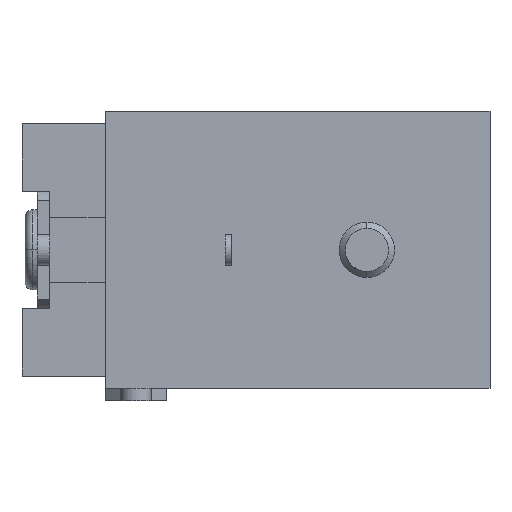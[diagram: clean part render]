
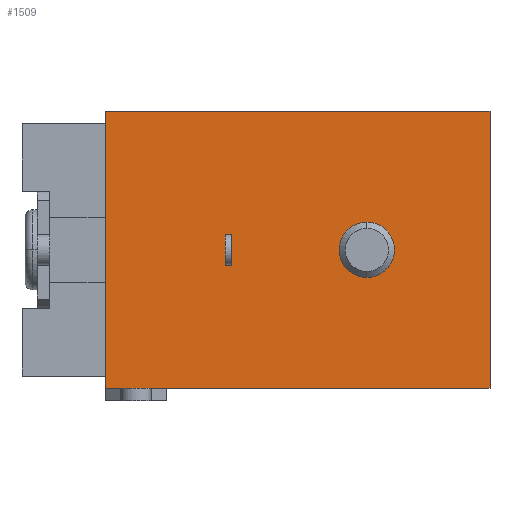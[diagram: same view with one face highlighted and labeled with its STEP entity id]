
A CAD part, front view. The second image highlights one B-rep face of the part: STEP entity #1509.
In plain terms, the highlighted planar face has unit normal (0, -1, 0).
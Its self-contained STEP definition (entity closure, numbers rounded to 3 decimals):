
#9 = EDGE_CURVE ( 'NONE', #418, #831, #1989, .T. ) ;
#11 = VECTOR ( 'NONE', #519, 1000. ) ;
#38 = ORIENTED_EDGE ( 'NONE', *, *, #901, .F. ) ;
#45 = CARTESIAN_POINT ( 'NONE',  ( 3.6, 0., -0.9 ) ) ;
#76 = CARTESIAN_POINT ( 'NONE',  ( -4.9, 0., 4.5 ) ) ;
#236 = FACE_BOUND ( 'NONE', #1252, .T. ) ;
#284 = ORIENTED_EDGE ( 'NONE', *, *, #1833, .T. ) ;
#418 = VERTEX_POINT ( 'NONE', #2502 ) ;
#519 = DIRECTION ( 'NONE',  ( 0., 0., -1. ) ) ;
#588 = VERTEX_POINT ( 'NONE', #2375 ) ;
#638 = VECTOR ( 'NONE', #694, 1000. ) ;
#670 = VERTEX_POINT ( 'NONE', #1916 ) ;
#694 = DIRECTION ( 'NONE',  ( 0., 0., -1. ) ) ;
#789 = ORIENTED_EDGE ( 'NONE', *, *, #9, .T. ) ;
#831 = VERTEX_POINT ( 'NONE', #76 ) ;
#854 = EDGE_LOOP ( 'NONE', ( #789, #284, #2289, #3412 ) ) ;
#901 = EDGE_CURVE ( 'NONE', #2846, #2624, #2577, .T. ) ;
#958 = ORIENTED_EDGE ( 'NONE', *, *, #2207, .F. ) ;
#987 = CARTESIAN_POINT ( 'NONE',  ( -4.9, 0., 4.5 ) ) ;
#1034 = DIRECTION ( 'NONE',  ( 0., 0., 1. ) ) ;
#1050 = AXIS2_PLACEMENT_3D ( 'NONE', #1473, #2605, #1494 ) ;
#1066 = FACE_OUTER_BOUND ( 'NONE', #854, .T. ) ;
#1252 = EDGE_LOOP ( 'NONE', ( #38, #958 ) ) ;
#1321 = CARTESIAN_POINT ( 'NONE',  ( 7.6, 0., 4.5 ) ) ;
#1387 = VECTOR ( 'NONE', #2708, 1000. ) ;
#1433 = AXIS2_PLACEMENT_3D ( 'NONE', #3465, #2934, #1034 ) ;
#1473 = CARTESIAN_POINT ( 'NONE',  ( 3.6, 0., 0. ) ) ;
#1494 = DIRECTION ( 'NONE',  ( 0., 0., 1. ) ) ;
#1509 = ADVANCED_FACE ( 'NONE', ( #236, #1066 ), #2444, .F. ) ;
#1566 = LINE ( 'NONE', #1803, #1387 ) ;
#1803 = CARTESIAN_POINT ( 'NONE',  ( 7.6, 0., -4.5 ) ) ;
#1817 = CARTESIAN_POINT ( 'NONE',  ( 3.6, 0., 0.9 ) ) ;
#1833 = EDGE_CURVE ( 'NONE', #831, #670, #3247, .T. ) ;
#1859 = DIRECTION ( 'NONE',  ( 0., 1., 0. ) ) ;
#1916 = CARTESIAN_POINT ( 'NONE',  ( -4.9, 0., -4.5 ) ) ;
#1921 = LINE ( 'NONE', #3073, #11 ) ;
#1974 = EDGE_CURVE ( 'NONE', #418, #588, #1921, .T. ) ;
#1989 = LINE ( 'NONE', #1321, #2437 ) ;
#2207 = EDGE_CURVE ( 'NONE', #2624, #2846, #3057, .T. ) ;
#2289 = ORIENTED_EDGE ( 'NONE', *, *, #3534, .F. ) ;
#2375 = CARTESIAN_POINT ( 'NONE',  ( 7.6, 0., -4.5 ) ) ;
#2437 = VECTOR ( 'NONE', #3327, 1000. ) ;
#2444 = PLANE ( 'NONE',  #3504 ) ;
#2495 = DIRECTION ( 'NONE',  ( 0., 0., 1. ) ) ;
#2502 = CARTESIAN_POINT ( 'NONE',  ( 7.6, 0., 4.5 ) ) ;
#2577 = CIRCLE ( 'NONE', #1050, 0.9 ) ;
#2605 = DIRECTION ( 'NONE',  ( 0., -1., 0. ) ) ;
#2624 = VERTEX_POINT ( 'NONE', #45 ) ;
#2708 = DIRECTION ( 'NONE',  ( -1., 0., 0. ) ) ;
#2846 = VERTEX_POINT ( 'NONE', #1817 ) ;
#2934 = DIRECTION ( 'NONE',  ( 0., -1., 0. ) ) ;
#3027 = CARTESIAN_POINT ( 'NONE',  ( 7.6, 0., 4.5 ) ) ;
#3057 = CIRCLE ( 'NONE', #1433, 0.9 ) ;
#3073 = CARTESIAN_POINT ( 'NONE',  ( 7.6, 0., 4.5 ) ) ;
#3247 = LINE ( 'NONE', #987, #638 ) ;
#3327 = DIRECTION ( 'NONE',  ( -1., 0., 0. ) ) ;
#3412 = ORIENTED_EDGE ( 'NONE', *, *, #1974, .F. ) ;
#3465 = CARTESIAN_POINT ( 'NONE',  ( 3.6, 0., 0. ) ) ;
#3504 = AXIS2_PLACEMENT_3D ( 'NONE', #3027, #1859, #2495 ) ;
#3534 = EDGE_CURVE ( 'NONE', #588, #670, #1566, .T. ) ;
